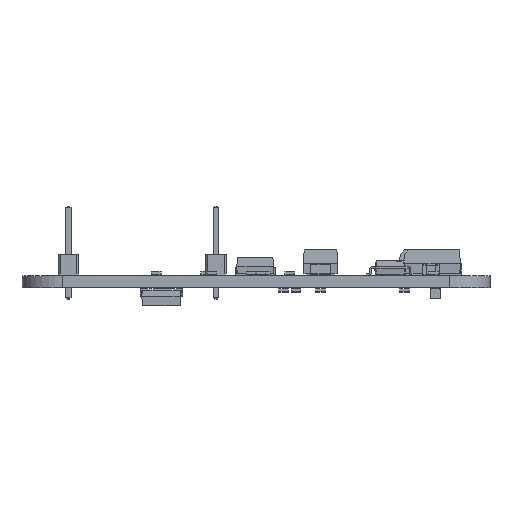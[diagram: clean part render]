
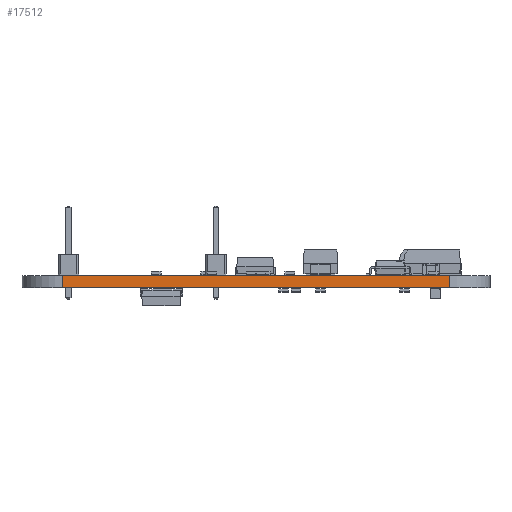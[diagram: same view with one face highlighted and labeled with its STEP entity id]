
A CAD part, left-side view. The second image highlights one B-rep face of the part: STEP entity #17512.
In plain terms, the highlighted planar face has unit normal (-1, 0, 0).
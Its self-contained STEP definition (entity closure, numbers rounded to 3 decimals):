
#15215 = VERTEX_POINT('',#15216);
#15216 = CARTESIAN_POINT('',(-0.254,53.08,0.));
#15223 = EDGE_CURVE('',#15224,#15215,#15226,.T.);
#15224 = VERTEX_POINT('',#15225);
#15225 = CARTESIAN_POINT('',(-0.254,5.08,0.));
#15226 = LINE('',#15227,#15228);
#15227 = CARTESIAN_POINT('',(-0.254,5.08,0.));
#15228 = VECTOR('',#15229,1.);
#15229 = DIRECTION('',(0.,1.,0.));
#16350 = VERTEX_POINT('',#16351);
#16351 = CARTESIAN_POINT('',(-0.254,53.08,1.51));
#16358 = EDGE_CURVE('',#16359,#16350,#16361,.T.);
#16359 = VERTEX_POINT('',#16360);
#16360 = CARTESIAN_POINT('',(-0.254,5.08,1.51));
#16361 = LINE('',#16362,#16363);
#16362 = CARTESIAN_POINT('',(-0.254,5.08,1.51));
#16363 = VECTOR('',#16364,1.);
#16364 = DIRECTION('',(0.,1.,0.));
#17482 = EDGE_CURVE('',#15215,#16350,#17483,.T.);
#17483 = LINE('',#17484,#17485);
#17484 = CARTESIAN_POINT('',(-0.254,53.08,0.));
#17485 = VECTOR('',#17486,1.);
#17486 = DIRECTION('',(0.,0.,1.));
#17512 = ADVANCED_FACE('',(#17513),#17524,.T.);
#17513 = FACE_BOUND('',#17514,.T.);
#17514 = EDGE_LOOP('',(#17515,#17521,#17522,#17523));
#17515 = ORIENTED_EDGE('',*,*,#17516,.T.);
#17516 = EDGE_CURVE('',#15224,#16359,#17517,.T.);
#17517 = LINE('',#17518,#17519);
#17518 = CARTESIAN_POINT('',(-0.254,5.08,0.));
#17519 = VECTOR('',#17520,1.);
#17520 = DIRECTION('',(0.,0.,1.));
#17521 = ORIENTED_EDGE('',*,*,#16358,.T.);
#17522 = ORIENTED_EDGE('',*,*,#17482,.F.);
#17523 = ORIENTED_EDGE('',*,*,#15223,.F.);
#17524 = PLANE('',#17525);
#17525 = AXIS2_PLACEMENT_3D('',#17526,#17527,#17528);
#17526 = CARTESIAN_POINT('',(-0.254,5.08,0.));
#17527 = DIRECTION('',(-1.,0.,0.));
#17528 = DIRECTION('',(0.,1.,0.));
